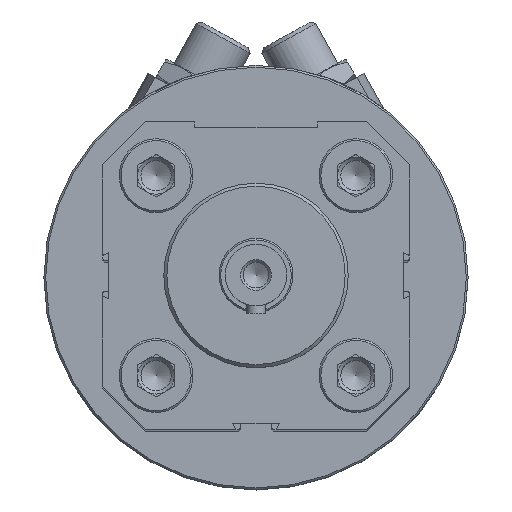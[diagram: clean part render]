
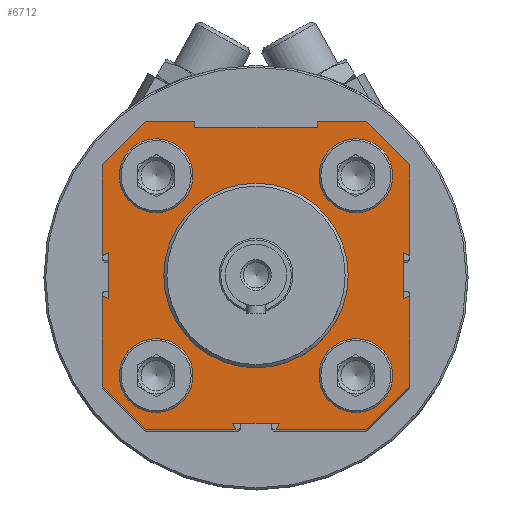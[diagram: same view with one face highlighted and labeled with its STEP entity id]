
A CAD part, top view. The second image highlights one B-rep face of the part: STEP entity #6712.
In plain terms, the highlighted face is planar.
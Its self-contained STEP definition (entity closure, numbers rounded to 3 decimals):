
#356=LINE('',#10258,#901);
#357=LINE('',#10261,#902);
#358=LINE('',#10263,#903);
#359=LINE('',#10265,#904);
#360=LINE('',#10267,#905);
#361=LINE('',#10269,#906);
#362=LINE('',#10271,#907);
#363=LINE('',#10273,#908);
#364=LINE('',#10275,#909);
#365=LINE('',#10277,#910);
#366=LINE('',#10279,#911);
#367=LINE('',#10281,#912);
#368=LINE('',#10283,#913);
#369=LINE('',#10285,#914);
#370=LINE('',#10287,#915);
#371=LINE('',#10289,#916);
#372=LINE('',#10291,#917);
#373=LINE('',#10293,#918);
#374=LINE('',#10295,#919);
#375=LINE('',#10297,#920);
#376=LINE('',#10299,#921);
#377=LINE('',#10301,#922);
#378=LINE('',#10303,#923);
#379=LINE('',#10305,#924);
#901=VECTOR('',#8095,1000.);
#902=VECTOR('',#8096,1000.);
#903=VECTOR('',#8097,1000.);
#904=VECTOR('',#8098,1000.);
#905=VECTOR('',#8099,1000.);
#906=VECTOR('',#8100,1000.);
#907=VECTOR('',#8101,1000.);
#908=VECTOR('',#8102,1000.);
#909=VECTOR('',#8103,1000.);
#910=VECTOR('',#8104,1000.);
#911=VECTOR('',#8105,1000.);
#912=VECTOR('',#8106,1000.);
#913=VECTOR('',#8107,1000.);
#914=VECTOR('',#8108,1000.);
#915=VECTOR('',#8109,1000.);
#916=VECTOR('',#8110,1000.);
#917=VECTOR('',#8111,1000.);
#918=VECTOR('',#8112,1000.);
#919=VECTOR('',#8113,1000.);
#920=VECTOR('',#8114,1000.);
#921=VECTOR('',#8115,1000.);
#922=VECTOR('',#8116,1000.);
#923=VECTOR('',#8117,1000.);
#924=VECTOR('',#8118,1000.);
#1446=ORIENTED_EDGE('',*,*,#3318,.F.);
#1447=ORIENTED_EDGE('',*,*,#3319,.F.);
#1448=ORIENTED_EDGE('',*,*,#3320,.F.);
#1449=ORIENTED_EDGE('',*,*,#3321,.F.);
#1450=ORIENTED_EDGE('',*,*,#3322,.F.);
#1451=ORIENTED_EDGE('',*,*,#3323,.F.);
#1452=ORIENTED_EDGE('',*,*,#3324,.F.);
#1453=ORIENTED_EDGE('',*,*,#3325,.F.);
#1454=ORIENTED_EDGE('',*,*,#3326,.F.);
#1455=ORIENTED_EDGE('',*,*,#3327,.F.);
#1456=ORIENTED_EDGE('',*,*,#3328,.F.);
#1457=ORIENTED_EDGE('',*,*,#3329,.F.);
#1458=ORIENTED_EDGE('',*,*,#3330,.F.);
#1459=ORIENTED_EDGE('',*,*,#3331,.F.);
#1460=ORIENTED_EDGE('',*,*,#3332,.F.);
#1461=ORIENTED_EDGE('',*,*,#3333,.F.);
#1462=ORIENTED_EDGE('',*,*,#3334,.F.);
#1463=ORIENTED_EDGE('',*,*,#3335,.F.);
#1464=ORIENTED_EDGE('',*,*,#3336,.F.);
#1465=ORIENTED_EDGE('',*,*,#3337,.F.);
#1466=ORIENTED_EDGE('',*,*,#3338,.F.);
#1467=ORIENTED_EDGE('',*,*,#3339,.F.);
#1468=ORIENTED_EDGE('',*,*,#3340,.F.);
#1469=ORIENTED_EDGE('',*,*,#3341,.F.);
#1470=ORIENTED_EDGE('',*,*,#3342,.F.);
#1471=ORIENTED_EDGE('',*,*,#3343,.F.);
#1472=ORIENTED_EDGE('',*,*,#3344,.F.);
#1473=ORIENTED_EDGE('',*,*,#3345,.F.);
#1474=ORIENTED_EDGE('',*,*,#3346,.F.);
#3318=EDGE_CURVE('',#4254,#4254,#4918,.T.);
#3319=EDGE_CURVE('',#4255,#4255,#4919,.T.);
#3320=EDGE_CURVE('',#4256,#4256,#4920,.F.);
#3321=EDGE_CURVE('',#4257,#4258,#356,.T.);
#3322=EDGE_CURVE('',#4259,#4257,#357,.T.);
#3323=EDGE_CURVE('',#4260,#4259,#358,.T.);
#3324=EDGE_CURVE('',#4261,#4260,#359,.T.);
#3325=EDGE_CURVE('',#4262,#4261,#360,.T.);
#3326=EDGE_CURVE('',#4263,#4262,#361,.T.);
#3327=EDGE_CURVE('',#4264,#4263,#362,.T.);
#3328=EDGE_CURVE('',#4265,#4264,#363,.T.);
#3329=EDGE_CURVE('',#4266,#4265,#364,.T.);
#3330=EDGE_CURVE('',#4267,#4266,#365,.T.);
#3331=EDGE_CURVE('',#4268,#4267,#366,.T.);
#3332=EDGE_CURVE('',#4269,#4268,#367,.T.);
#3333=EDGE_CURVE('',#4270,#4269,#368,.T.);
#3334=EDGE_CURVE('',#4271,#4270,#369,.T.);
#3335=EDGE_CURVE('',#4272,#4271,#370,.T.);
#3336=EDGE_CURVE('',#4273,#4272,#371,.T.);
#3337=EDGE_CURVE('',#4274,#4273,#372,.T.);
#3338=EDGE_CURVE('',#4275,#4274,#373,.T.);
#3339=EDGE_CURVE('',#4276,#4275,#374,.T.);
#3340=EDGE_CURVE('',#4277,#4276,#375,.T.);
#3341=EDGE_CURVE('',#4278,#4277,#376,.T.);
#3342=EDGE_CURVE('',#4279,#4278,#377,.T.);
#3343=EDGE_CURVE('',#4280,#4279,#378,.T.);
#3344=EDGE_CURVE('',#4258,#4280,#379,.T.);
#3345=EDGE_CURVE('',#4281,#4281,#4921,.T.);
#3346=EDGE_CURVE('',#4282,#4282,#4922,.T.);
#4254=VERTEX_POINT('',#10253);
#4255=VERTEX_POINT('',#10255);
#4256=VERTEX_POINT('',#10257);
#4257=VERTEX_POINT('',#10259);
#4258=VERTEX_POINT('',#10260);
#4259=VERTEX_POINT('',#10262);
#4260=VERTEX_POINT('',#10264);
#4261=VERTEX_POINT('',#10266);
#4262=VERTEX_POINT('',#10268);
#4263=VERTEX_POINT('',#10270);
#4264=VERTEX_POINT('',#10272);
#4265=VERTEX_POINT('',#10274);
#4266=VERTEX_POINT('',#10276);
#4267=VERTEX_POINT('',#10278);
#4268=VERTEX_POINT('',#10280);
#4269=VERTEX_POINT('',#10282);
#4270=VERTEX_POINT('',#10284);
#4271=VERTEX_POINT('',#10286);
#4272=VERTEX_POINT('',#10288);
#4273=VERTEX_POINT('',#10290);
#4274=VERTEX_POINT('',#10292);
#4275=VERTEX_POINT('',#10294);
#4276=VERTEX_POINT('',#10296);
#4277=VERTEX_POINT('',#10298);
#4278=VERTEX_POINT('',#10300);
#4279=VERTEX_POINT('',#10302);
#4280=VERTEX_POINT('',#10304);
#4281=VERTEX_POINT('',#10307);
#4282=VERTEX_POINT('',#10309);
#4918=CIRCLE('',#7277,6.);
#4919=CIRCLE('',#7278,6.);
#4920=CIRCLE('',#7279,15.);
#4921=CIRCLE('',#7280,6.);
#4922=CIRCLE('',#7281,6.);
#5273=EDGE_LOOP('',(#1446));
#5274=EDGE_LOOP('',(#1447));
#5275=EDGE_LOOP('',(#1448));
#5276=EDGE_LOOP('',(#1449,#1450,#1451,#1452,#1453,#1454,#1455,#1456,#1457,
#1458,#1459,#1460,#1461,#1462,#1463,#1464,#1465,#1466,#1467,#1468,#1469,
#1470,#1471,#1472));
#5277=EDGE_LOOP('',(#1473));
#5278=EDGE_LOOP('',(#1474));
#5872=FACE_BOUND('',#5273,.T.);
#5873=FACE_BOUND('',#5274,.T.);
#5874=FACE_BOUND('',#5275,.T.);
#5875=FACE_BOUND('',#5276,.T.);
#5876=FACE_BOUND('',#5277,.T.);
#5877=FACE_BOUND('',#5278,.T.);
#6480=PLANE('',#7276);
#6712=ADVANCED_FACE('',(#5872,#5873,#5874,#5875,#5876,#5877),#6480,.F.);
#7276=AXIS2_PLACEMENT_3D('',#10251,#8087,#8088);
#7277=AXIS2_PLACEMENT_3D('',#10252,#8089,#8090);
#7278=AXIS2_PLACEMENT_3D('',#10254,#8091,#8092);
#7279=AXIS2_PLACEMENT_3D('',#10256,#8093,#8094);
#7280=AXIS2_PLACEMENT_3D('',#10306,#8119,#8120);
#7281=AXIS2_PLACEMENT_3D('',#10308,#8121,#8122);
#8087=DIRECTION('',(1.,0.,0.));
#8088=DIRECTION('',(0.,0.,-1.));
#8089=DIRECTION('',(-1.,0.,0.));
#8090=DIRECTION('',(0.,0.,1.));
#8091=DIRECTION('',(-1.,0.,0.));
#8092=DIRECTION('',(0.,0.,1.));
#8093=DIRECTION('',(1.,0.,0.));
#8094=DIRECTION('',(0.,0.,-1.));
#8095=DIRECTION('',(0.,-1.,0.));
#8096=DIRECTION('',(0.,0.429,0.903));
#8097=DIRECTION('',(0.,-1.,0.));
#8098=DIRECTION('',(0.,0.429,-0.903));
#8099=DIRECTION('',(0.,-1.,0.));
#8100=DIRECTION('',(0.,-0.707,0.707));
#8101=DIRECTION('',(0.,0.,1.));
#8102=DIRECTION('',(0.,0.996,0.087));
#8103=DIRECTION('',(0.,0.,1.));
#8104=DIRECTION('',(0.,-0.996,0.087));
#8105=DIRECTION('',(0.,0.,1.));
#8106=DIRECTION('',(0.,0.707,0.707));
#8107=DIRECTION('',(0.,1.,0.));
#8108=DIRECTION('',(0.,-0.429,-0.903));
#8109=DIRECTION('',(0.,1.,0.));
#8110=DIRECTION('',(0.,-0.429,0.903));
#8111=DIRECTION('',(0.,1.,0.));
#8112=DIRECTION('',(0.,0.707,-0.707));
#8113=DIRECTION('',(0.,0.,-1.));
#8114=DIRECTION('',(0.,-0.903,0.429));
#8115=DIRECTION('',(0.,0.,-1.));
#8116=DIRECTION('',(0.,0.903,0.429));
#8117=DIRECTION('',(0.,0.,-1.));
#8118=DIRECTION('',(0.,-0.707,-0.707));
#8119=DIRECTION('',(-1.,0.,0.));
#8120=DIRECTION('',(0.,0.,1.));
#8121=DIRECTION('',(-1.,0.,0.));
#8122=DIRECTION('',(0.,0.,1.));
#10251=CARTESIAN_POINT('',(-251.7,0.,0.));
#10252=CARTESIAN_POINT('',(-251.7,-16.25,16.25));
#10253=CARTESIAN_POINT('',(-251.7,-16.25,22.25));
#10254=CARTESIAN_POINT('',(-251.7,16.25,-16.25));
#10255=CARTESIAN_POINT('',(-251.7,16.25,-10.25));
#10256=CARTESIAN_POINT('',(-251.7,0.,0.));
#10257=CARTESIAN_POINT('',(-251.7,0.,-15.));
#10258=CARTESIAN_POINT('',(-251.7,-3.275,25.));
#10259=CARTESIAN_POINT('',(-251.7,-3.275,25.));
#10260=CARTESIAN_POINT('',(-251.7,-18.,25.));
#10261=CARTESIAN_POINT('',(-251.7,-3.75,24.));
#10262=CARTESIAN_POINT('',(-251.7,-3.75,24.));
#10263=CARTESIAN_POINT('',(-251.7,3.75,24.));
#10264=CARTESIAN_POINT('',(-251.7,3.75,24.));
#10265=CARTESIAN_POINT('',(-251.7,3.275,25.));
#10266=CARTESIAN_POINT('',(-251.7,3.275,25.));
#10267=CARTESIAN_POINT('',(-251.7,18.,25.));
#10268=CARTESIAN_POINT('',(-251.7,18.,25.));
#10269=CARTESIAN_POINT('',(-251.7,25.,18.));
#10270=CARTESIAN_POINT('',(-251.7,25.,18.));
#10271=CARTESIAN_POINT('',(-251.7,25.,10.));
#10272=CARTESIAN_POINT('',(-251.7,25.,10.));
#10273=CARTESIAN_POINT('',(-251.7,24.1,9.921));
#10274=CARTESIAN_POINT('',(-251.7,24.1,9.921));
#10275=CARTESIAN_POINT('',(-251.7,24.1,-9.921));
#10276=CARTESIAN_POINT('',(-251.7,24.1,-9.921));
#10277=CARTESIAN_POINT('',(-251.7,25.,-10.));
#10278=CARTESIAN_POINT('',(-251.7,25.,-10.));
#10279=CARTESIAN_POINT('',(-251.7,25.,-18.));
#10280=CARTESIAN_POINT('',(-251.7,25.,-18.));
#10281=CARTESIAN_POINT('',(-251.7,18.,-25.));
#10282=CARTESIAN_POINT('',(-251.7,18.,-25.));
#10283=CARTESIAN_POINT('',(-251.7,3.275,-25.));
#10284=CARTESIAN_POINT('',(-251.7,3.275,-25.));
#10285=CARTESIAN_POINT('',(-251.7,3.75,-24.));
#10286=CARTESIAN_POINT('',(-251.7,3.75,-24.));
#10287=CARTESIAN_POINT('',(-251.7,-3.75,-24.));
#10288=CARTESIAN_POINT('',(-251.7,-3.75,-24.));
#10289=CARTESIAN_POINT('',(-251.7,-3.275,-25.));
#10290=CARTESIAN_POINT('',(-251.7,-3.275,-25.));
#10291=CARTESIAN_POINT('',(-251.7,-18.,-25.));
#10292=CARTESIAN_POINT('',(-251.7,-18.,-25.));
#10293=CARTESIAN_POINT('',(-251.7,-25.,-18.));
#10294=CARTESIAN_POINT('',(-251.7,-25.,-18.));
#10295=CARTESIAN_POINT('',(-251.7,-25.,-3.275));
#10296=CARTESIAN_POINT('',(-251.7,-25.,-3.275));
#10297=CARTESIAN_POINT('',(-251.7,-24.,-3.75));
#10298=CARTESIAN_POINT('',(-251.7,-24.,-3.75));
#10299=CARTESIAN_POINT('',(-251.7,-24.,3.75));
#10300=CARTESIAN_POINT('',(-251.7,-24.,3.75));
#10301=CARTESIAN_POINT('',(-251.7,-25.,3.275));
#10302=CARTESIAN_POINT('',(-251.7,-25.,3.275));
#10303=CARTESIAN_POINT('',(-251.7,-25.,18.));
#10304=CARTESIAN_POINT('',(-251.7,-25.,18.));
#10305=CARTESIAN_POINT('',(-251.7,-18.,25.));
#10306=CARTESIAN_POINT('',(-251.7,-16.25,-16.25));
#10307=CARTESIAN_POINT('',(-251.7,-16.25,-10.25));
#10308=CARTESIAN_POINT('',(-251.7,16.25,16.25));
#10309=CARTESIAN_POINT('',(-251.7,16.25,22.25));
